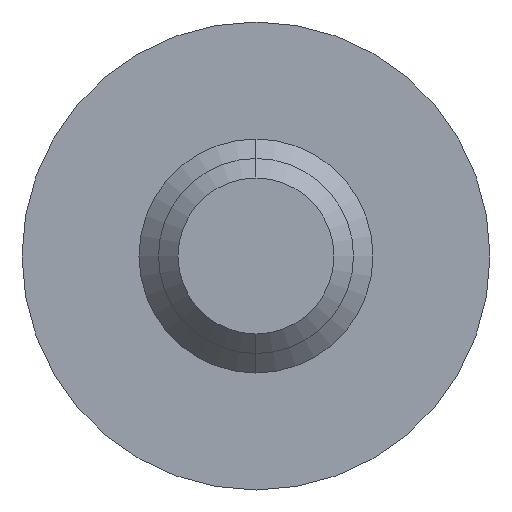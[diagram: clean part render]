
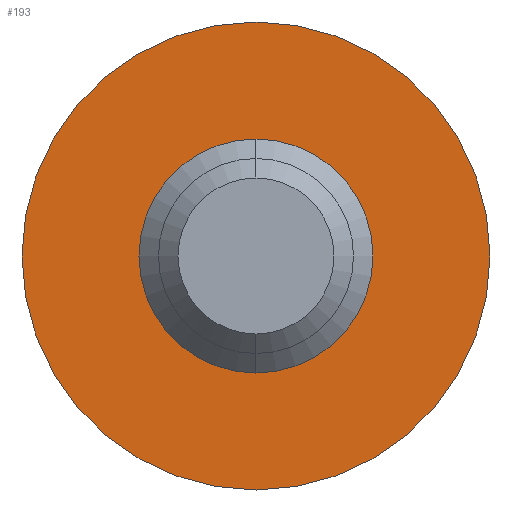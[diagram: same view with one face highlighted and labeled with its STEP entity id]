
A CAD part, left-side view. The second image highlights one B-rep face of the part: STEP entity #193.
In plain terms, the highlighted planar face has unit normal (-1, 0, 0).
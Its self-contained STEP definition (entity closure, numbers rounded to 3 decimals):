
#8 = VERTEX_POINT ( 'NONE', #284 ) ;
#24 = CARTESIAN_POINT ( 'NONE',  ( 0., 0., 0. ) ) ;
#25 = CARTESIAN_POINT ( 'NONE',  ( 0., 0., 3. ) ) ;
#27 = CARTESIAN_POINT ( 'NONE',  ( 0., 0., 0. ) ) ;
#30 = DIRECTION ( 'NONE',  ( -1., 0., 0. ) ) ;
#36 = EDGE_CURVE ( 'NONE', #307, #117, #426, .T. ) ;
#37 = EDGE_CURVE ( 'NONE', #480, #8, #45, .T. ) ;
#41 = AXIS2_PLACEMENT_3D ( 'NONE', #363, #288, #131 ) ;
#45 = CIRCLE ( 'NONE', #113, 3. ) ;
#47 = AXIS2_PLACEMENT_3D ( 'NONE', #370, #440, #259 ) ;
#60 = CARTESIAN_POINT ( 'NONE',  ( 0., 0., 0. ) ) ;
#63 = ORIENTED_EDGE ( 'NONE', *, *, #37, .T. ) ;
#94 = EDGE_LOOP ( 'NONE', ( #63, #170 ) ) ;
#113 = AXIS2_PLACEMENT_3D ( 'NONE', #60, #134, #325 ) ;
#117 = VERTEX_POINT ( 'NONE', #327 ) ;
#131 = DIRECTION ( 'NONE',  ( 0., 0., 1. ) ) ;
#134 = DIRECTION ( 'NONE',  ( 1., 0., 0. ) ) ;
#146 = ORIENTED_EDGE ( 'NONE', *, *, #36, .T. ) ;
#148 = CARTESIAN_POINT ( 'NONE',  ( 0., 0., 6. ) ) ;
#170 = ORIENTED_EDGE ( 'NONE', *, *, #339, .T. ) ;
#171 = PLANE ( 'NONE',  #47 ) ;
#193 = ADVANCED_FACE ( 'NONE', ( #356, #254 ), #171, .T. ) ;
#211 = DIRECTION ( 'NONE',  ( 0., 0., 1. ) ) ;
#254 = FACE_OUTER_BOUND ( 'NONE', #282, .T. ) ;
#259 = DIRECTION ( 'NONE',  ( 0., 0.809, 0.588 ) ) ;
#265 = AXIS2_PLACEMENT_3D ( 'NONE', #27, #336, #436 ) ;
#274 = EDGE_CURVE ( 'NONE', #117, #307, #348, .T. ) ;
#282 = EDGE_LOOP ( 'NONE', ( #146, #304 ) ) ;
#284 = CARTESIAN_POINT ( 'NONE',  ( 0., 0., -3. ) ) ;
#288 = DIRECTION ( 'NONE',  ( -1., 0., 0. ) ) ;
#304 = ORIENTED_EDGE ( 'NONE', *, *, #274, .T. ) ;
#307 = VERTEX_POINT ( 'NONE', #148 ) ;
#325 = DIRECTION ( 'NONE',  ( 0., 0., 1. ) ) ;
#327 = CARTESIAN_POINT ( 'NONE',  ( 0., 0., -6. ) ) ;
#336 = DIRECTION ( 'NONE',  ( 1., 0., 0. ) ) ;
#339 = EDGE_CURVE ( 'NONE', #8, #480, #481, .T. ) ;
#348 = CIRCLE ( 'NONE', #465, 6. ) ;
#356 = FACE_BOUND ( 'NONE', #94, .T. ) ;
#363 = CARTESIAN_POINT ( 'NONE',  ( 0., 0., 0. ) ) ;
#370 = CARTESIAN_POINT ( 'NONE',  ( 0., -8.381, 1.327 ) ) ;
#426 = CIRCLE ( 'NONE', #41, 6. ) ;
#436 = DIRECTION ( 'NONE',  ( 0., 0., 1. ) ) ;
#440 = DIRECTION ( 'NONE',  ( -1., 0., 0. ) ) ;
#465 = AXIS2_PLACEMENT_3D ( 'NONE', #24, #30, #211 ) ;
#480 = VERTEX_POINT ( 'NONE', #25 ) ;
#481 = CIRCLE ( 'NONE', #265, 3. ) ;
